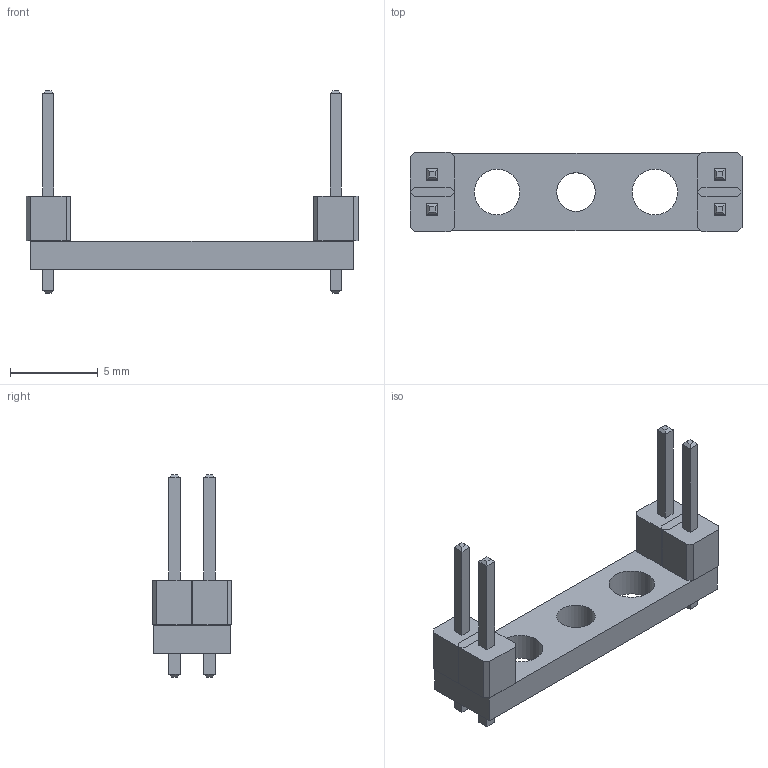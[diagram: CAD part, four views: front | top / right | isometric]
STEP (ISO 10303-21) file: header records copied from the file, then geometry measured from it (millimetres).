
FILE_DESCRIPTION(('KiCad electronic assembly'),'2;1');
FILE_NAME('screw switch.step','2024-04-08T20:24:33',('Pcbnew'),('Kicad') ,'Open CASCADE STEP processor 7.7','KiCad to STEP converter','Unknown' );
FILE_SCHEMA(('AUTOMOTIVE_DESIGN { 1 0 10303 214 1 1 1 1 }'));
Length unit declared in the file: millimetre
Products named in the file (4): screw switch 1; PinHeader_1x01_P2.54mm_Vertical; PinHeader_1x01_P254mm_Vertical; screw switch_PCB
Assembly tree (6 placements, depth 3):
  screw switch 1
    PinHeader_1x01_P2.54mm_Vertical  x4
      PinHeader_1x01_P254mm_Vertical
    screw switch_PCB
Bounding box: 18.94 x 4.54 x 11.54 mm (x, y, z)
Volume: 180.2 mm3; surface area: 494.7 mm2
Topology: 5 solids, 5 shells, 125 faces, 289 edges, 182 vertices
Faces by surface type: plane 118, cylinder 7
Full cylindrical faces by diameter (mm): 1 x4, 2.2 x1, 2.6 x2
Entity records: 1483 total; most frequent: CARTESIAN_POINT 207, DIRECTION 207, ORIENTED_EDGE 194, EDGE_CURVE 97, LINE 83, VECTOR 83, AXIS2_PLACEMENT_3D 62, VERTEX_POINT 62
